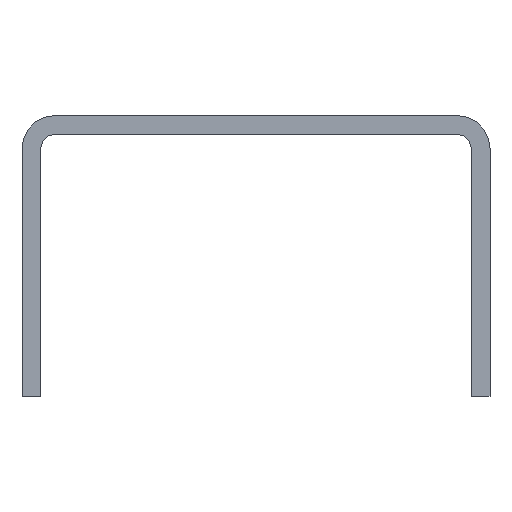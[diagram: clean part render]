
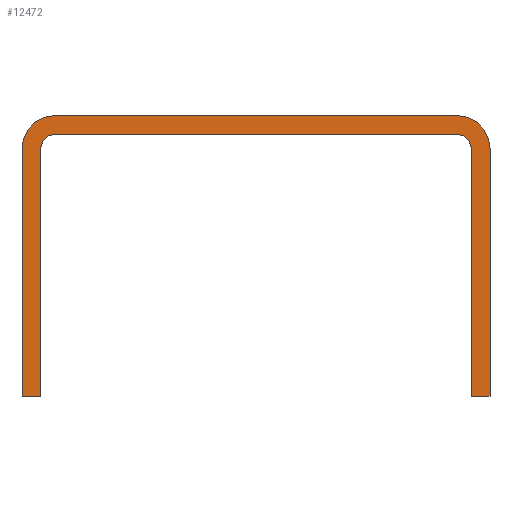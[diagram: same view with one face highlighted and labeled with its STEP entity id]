
A CAD part, front view. The second image highlights one B-rep face of the part: STEP entity #12472.
In plain terms, the highlighted planar face has unit normal (0, -1, 0).
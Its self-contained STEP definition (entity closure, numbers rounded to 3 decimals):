
#1=DIRECTION('',(0.,0.,1.));
#2=VECTOR('',#1,26.5);
#3=CARTESIAN_POINT('',(-25.,0.,-30.));
#4=LINE('',#3,#2);
#5=CARTESIAN_POINT('',(-21.5,0.,-3.5));
#6=DIRECTION('',(0.,1.,0.));
#7=DIRECTION('',(-1.,0.,0.));
#8=AXIS2_PLACEMENT_3D('',#5,#6,#7);
#10=DIRECTION('',(1.,0.,0.));
#11=VECTOR('',#10,43.);
#12=CARTESIAN_POINT('',(-21.5,0.,0.));
#13=LINE('',#12,#11);
#14=CARTESIAN_POINT('',(21.5,0.,-3.5));
#15=DIRECTION('',(0.,1.,0.));
#16=DIRECTION('',(0.,0.,1.));
#17=AXIS2_PLACEMENT_3D('',#14,#15,#16);
#19=DIRECTION('',(0.,0.,-1.));
#20=VECTOR('',#19,26.5);
#21=CARTESIAN_POINT('',(25.,0.,-3.5));
#22=LINE('',#21,#20);
#23=DIRECTION('',(-1.,0.,0.));
#24=VECTOR('',#23,2.);
#25=CARTESIAN_POINT('',(25.,0.,-30.));
#26=LINE('',#25,#24);
#27=DIRECTION('',(0.,0.,1.));
#28=VECTOR('',#27,26.5);
#29=CARTESIAN_POINT('',(23.,0.,-30.));
#30=LINE('',#29,#28);
#31=CARTESIAN_POINT('',(21.5,0.,-3.5));
#32=DIRECTION('',(0.,-1.,0.));
#33=DIRECTION('',(1.,0.,0.));
#34=AXIS2_PLACEMENT_3D('',#31,#32,#33);
#36=DIRECTION('',(-1.,0.,0.));
#37=VECTOR('',#36,43.);
#38=CARTESIAN_POINT('',(21.5,0.,-2.));
#39=LINE('',#38,#37);
#40=CARTESIAN_POINT('',(-21.5,0.,-3.5));
#41=DIRECTION('',(0.,-1.,0.));
#42=DIRECTION('',(0.,0.,1.));
#43=AXIS2_PLACEMENT_3D('',#40,#41,#42);
#45=DIRECTION('',(0.,0.,-1.));
#46=VECTOR('',#45,26.5);
#47=CARTESIAN_POINT('',(-23.,0.,-3.5));
#48=LINE('',#47,#46);
#49=DIRECTION('',(-1.,0.,0.));
#50=VECTOR('',#49,2.);
#51=CARTESIAN_POINT('',(-23.,0.,-30.));
#52=LINE('',#51,#50);
#9513=CARTESIAN_POINT('',(-25.,0.,-30.));
#9514=CARTESIAN_POINT('',(-25.,0.,-3.5));
#9515=VERTEX_POINT('',#9513);
#9516=VERTEX_POINT('',#9514);
#9517=CARTESIAN_POINT('',(-21.5,0.,0.));
#9518=VERTEX_POINT('',#9517);
#9519=CARTESIAN_POINT('',(21.5,0.,0.));
#9520=VERTEX_POINT('',#9519);
#9521=CARTESIAN_POINT('',(25.,0.,-3.5));
#9522=VERTEX_POINT('',#9521);
#9523=CARTESIAN_POINT('',(25.,0.,-30.));
#9524=VERTEX_POINT('',#9523);
#9525=CARTESIAN_POINT('',(23.,0.,-30.));
#9526=VERTEX_POINT('',#9525);
#9527=CARTESIAN_POINT('',(23.,0.,-3.5));
#9528=VERTEX_POINT('',#9527);
#9529=CARTESIAN_POINT('',(21.5,0.,-2.));
#9530=VERTEX_POINT('',#9529);
#9531=CARTESIAN_POINT('',(-21.5,0.,-2.));
#9532=VERTEX_POINT('',#9531);
#9533=CARTESIAN_POINT('',(-23.,0.,-3.5));
#9534=VERTEX_POINT('',#9533);
#9535=CARTESIAN_POINT('',(-23.,0.,-30.));
#9536=VERTEX_POINT('',#9535);
#12441=CARTESIAN_POINT('',(0.,0.,0.));
#12442=DIRECTION('',(0.,1.,0.));
#12443=DIRECTION('',(1.,0.,0.));
#12444=AXIS2_PLACEMENT_3D('',#12441,#12442,#12443);
#12445=PLANE('',#12444);
#12447=ORIENTED_EDGE('',*,*,#12446,.T.);
#12449=ORIENTED_EDGE('',*,*,#12448,.T.);
#12451=ORIENTED_EDGE('',*,*,#12450,.T.);
#12453=ORIENTED_EDGE('',*,*,#12452,.T.);
#12455=ORIENTED_EDGE('',*,*,#12454,.T.);
#12457=ORIENTED_EDGE('',*,*,#12456,.T.);
#12459=ORIENTED_EDGE('',*,*,#12458,.T.);
#12461=ORIENTED_EDGE('',*,*,#12460,.T.);
#12463=ORIENTED_EDGE('',*,*,#12462,.T.);
#12465=ORIENTED_EDGE('',*,*,#12464,.T.);
#12467=ORIENTED_EDGE('',*,*,#12466,.T.);
#12469=ORIENTED_EDGE('',*,*,#12468,.T.);
#12470=EDGE_LOOP('',(#12447,#12449,#12451,#12453,#12455,#12457,#12459,#12461,
#12463,#12465,#12467,#12469));
#12471=FACE_OUTER_BOUND('',#12470,.F.);
#12472=ADVANCED_FACE('',(#12471),#12445,.F.);
#9=CIRCLE('',#8,3.5);
#18=CIRCLE('',#17,3.5);
#35=CIRCLE('',#34,1.5);
#44=CIRCLE('',#43,1.5);
#12446=EDGE_CURVE('',#9515,#9516,#4,.T.);
#12448=EDGE_CURVE('',#9516,#9518,#9,.T.);
#12450=EDGE_CURVE('',#9518,#9520,#13,.T.);
#12452=EDGE_CURVE('',#9520,#9522,#18,.T.);
#12454=EDGE_CURVE('',#9522,#9524,#22,.T.);
#12456=EDGE_CURVE('',#9524,#9526,#26,.T.);
#12458=EDGE_CURVE('',#9526,#9528,#30,.T.);
#12460=EDGE_CURVE('',#9528,#9530,#35,.T.);
#12462=EDGE_CURVE('',#9530,#9532,#39,.T.);
#12464=EDGE_CURVE('',#9532,#9534,#44,.T.);
#12466=EDGE_CURVE('',#9534,#9536,#48,.T.);
#12468=EDGE_CURVE('',#9536,#9515,#52,.T.);
